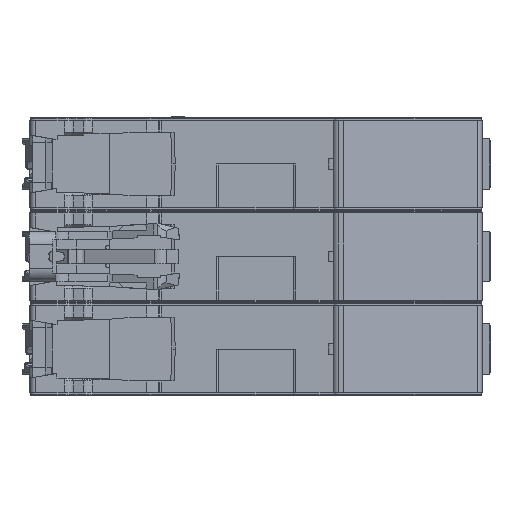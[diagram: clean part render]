
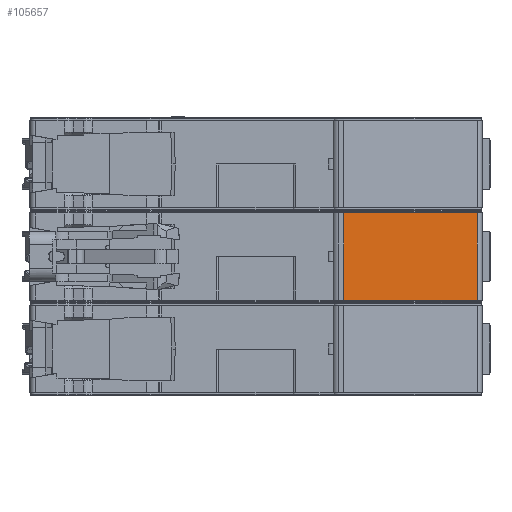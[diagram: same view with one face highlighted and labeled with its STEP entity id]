
A CAD part, front view. The second image highlights one B-rep face of the part: STEP entity #105657.
In plain terms, the highlighted planar face has unit normal (0.113, -0.994, 0).
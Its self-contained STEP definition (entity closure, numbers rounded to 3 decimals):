
#6265=DIRECTION('',(0.,0.,-1.));
#6266=VECTOR('',#6265,16.4);
#6267=CARTESIAN_POINT('',(16.5,-63.3,-9.2));
#6268=LINE('',#6267,#6266);
#6273=DIRECTION('',(-0.994,-0.113,0.));
#6274=VECTOR('',#6273,25.276);
#6275=CARTESIAN_POINT('',(41.613,-60.439,-9.2));
#6276=LINE('',#6275,#6274);
#6277=DIRECTION('',(-0.994,-0.113,0.));
#6278=VECTOR('',#6277,25.276);
#6279=CARTESIAN_POINT('',(41.613,-60.439,-25.6));
#6280=LINE('',#6279,#6278);
#6281=DIRECTION('',(0.,0.,1.));
#6282=VECTOR('',#6281,16.4);
#6283=CARTESIAN_POINT('',(41.613,-60.439,-25.6));
#6284=LINE('',#6283,#6282);
#86127=CARTESIAN_POINT('',(41.613,-60.439,-25.6));
#86128=CARTESIAN_POINT('',(16.5,-63.3,-25.6));
#86129=VERTEX_POINT('',#86127);
#86130=VERTEX_POINT('',#86128);
#88400=CARTESIAN_POINT('',(41.613,-60.439,-9.2));
#88401=CARTESIAN_POINT('',(16.5,-63.3,-9.2));
#88402=VERTEX_POINT('',#88400);
#88403=VERTEX_POINT('',#88401);
#105645=CARTESIAN_POINT('',(42.5,-60.338,-17.4));
#105646=DIRECTION('',(0.113,-0.994,0.));
#105647=DIRECTION('',(-0.994,-0.113,0.));
#105648=AXIS2_PLACEMENT_3D('',#105645,#105646,#105647);
#105649=PLANE('',#105648);
#105650=ORIENTED_EDGE('',*,*,#105632,.F.);
#105651=ORIENTED_EDGE('',*,*,#105078,.F.);
#105653=ORIENTED_EDGE('',*,*,#105652,.F.);
#105654=ORIENTED_EDGE('',*,*,#105383,.T.);
#105655=EDGE_LOOP('',(#105650,#105651,#105653,#105654));
#105656=FACE_OUTER_BOUND('',#105655,.F.);
#105078=EDGE_CURVE('',#88402,#88403,#6276,.T.);
#105383=EDGE_CURVE('',#86129,#86130,#6280,.T.);
#105632=EDGE_CURVE('',#88403,#86130,#6268,.T.);
#105652=EDGE_CURVE('',#86129,#88402,#6284,.T.);
#105657=ADVANCED_FACE('',(#105656),#105649,.T.);
